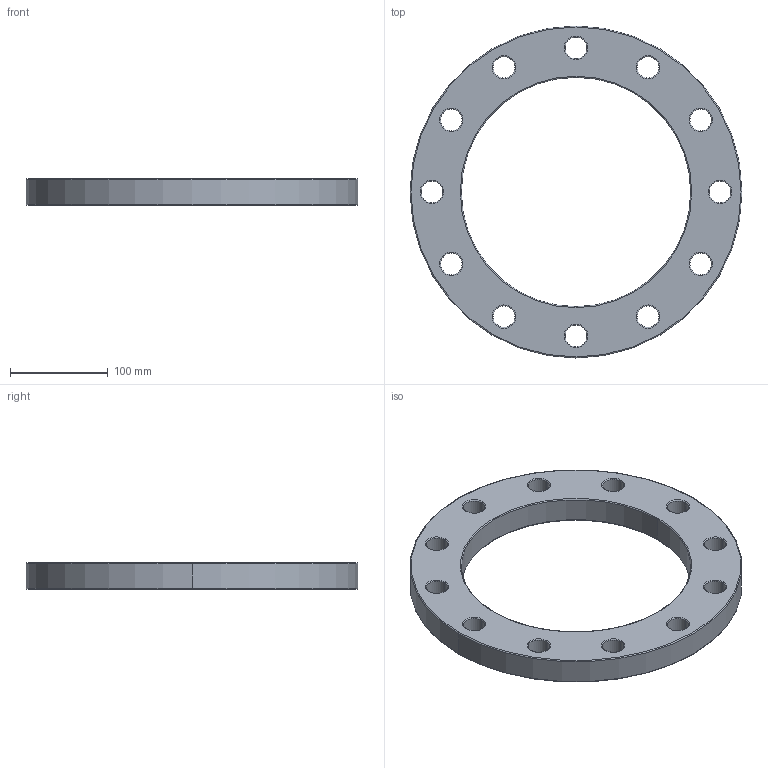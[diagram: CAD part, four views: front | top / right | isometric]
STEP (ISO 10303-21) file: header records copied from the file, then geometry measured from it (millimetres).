
FILE_DESCRIPTION (( 'STEP AP203' ), '1' );
FILE_NAME ('Backing Flange PN16_001 517 7120 0200.step', '2022-12-21T13:28:44', ( '' ), ( '' ), 'SwSTEP 2.0', 'SolidWorks 2021', '' );
FILE_SCHEMA (( 'CONFIG_CONTROL_DESIGN' ));
Length unit declared in the file: millimetre
Products named in the file (1): Backing Flange PN16_001 517 7120 0200
Bounding box: 340 x 340 x 27 mm (x, y, z)
Volume: 1155995.7 mm3; surface area: 154628.2 mm2
Topology: 1 solids, 1 shells, 86 faces, 196 edges, 112 vertices
Faces by surface type: torus 56, cylinder 28, plane 2
Entity records: 2589 total; most frequent: DIRECTION 538, CARTESIAN_POINT 395, ORIENTED_EDGE 392, AXIS2_PLACEMENT_3D 255, EDGE_CURVE 196, CIRCLE 168, EDGE_LOOP 112, VERTEX_POINT 112
